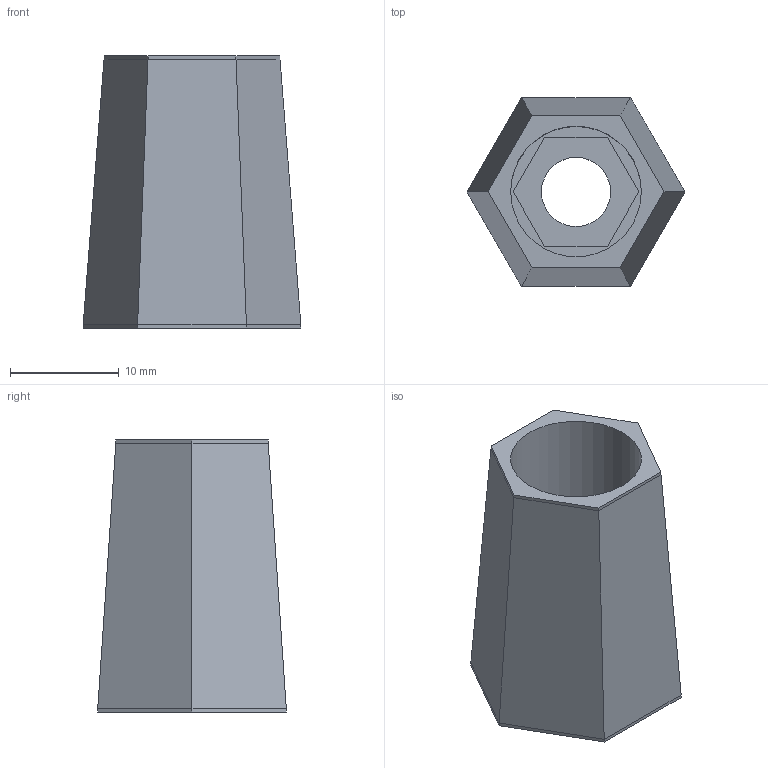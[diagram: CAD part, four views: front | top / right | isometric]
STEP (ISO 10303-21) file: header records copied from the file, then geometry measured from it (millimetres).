
FILE_DESCRIPTION(/* description */ (''),/* implementation_level */ '2;1');
FILE_NAME(/* name */ 'R1 L1 Ry0 Ly180 Sloped.step',/* time_stamp */ '2023-01-26T13:01:20+01:00',/* author */ (''),/* organization */ (''),/* preprocessor_version */ 'ST-DEVELOPER v19.2',/* originating_system */ 'Autodesk Translation Framework v11.17.0.187',/* authorisation */ '');
FILE_SCHEMA (('AUTOMOTIVE_DESIGN { 1 0 10303 214 3 1 1 }'));
Length unit declared in the file: millimetre
Products named in the file (1): R1 L1 Ry0 Ly180 Sloped
Bounding box: 20 x 17.32 x 25 mm (x, y, z)
Volume: 2839.1 mm3; surface area: 2608.3 mm2
Topology: 1 solids, 1 shells, 30 faces, 66 edges, 40 vertices
Faces by surface type: plane 28, cylinder 2
Full cylindrical faces by diameter (mm): 6.35 x1, 12 x1
Entity records: 842 total; most frequent: CARTESIAN_POINT 137, ORIENTED_EDGE 132, DIRECTION 132, EDGE_CURVE 66, LINE 62, VECTOR 62, VERTEX_POINT 40, AXIS2_PLACEMENT_3D 35
